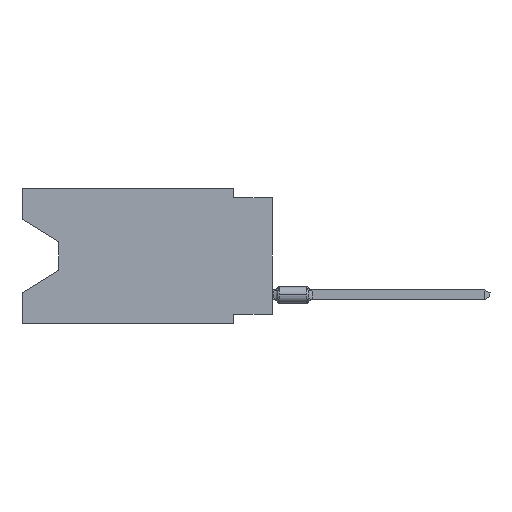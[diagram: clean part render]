
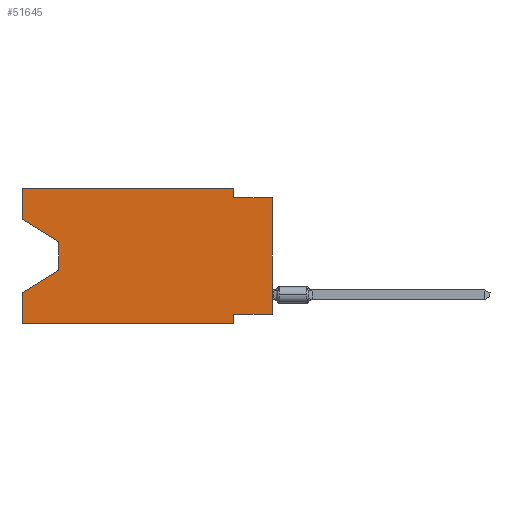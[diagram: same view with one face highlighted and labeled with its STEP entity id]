
A CAD part, left-side view. The second image highlights one B-rep face of the part: STEP entity #51645.
In plain terms, the highlighted planar face has unit normal (-1, 0, 0).
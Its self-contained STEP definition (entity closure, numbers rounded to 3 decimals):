
#330 = CARTESIAN_POINT ( 'NONE',  ( 0., 13.97, -5.385 ) ) ;
#449 = VERTEX_POINT ( 'NONE', #22540 ) ;
#1030 = CARTESIAN_POINT ( 'NONE',  ( 0., 0., -8.255 ) ) ;
#1204 = EDGE_CURVE ( 'NONE', #37623, #51773, #11002, .T. ) ;
#2345 = DIRECTION ( 'NONE',  ( 0., 0.855, -0.519 ) ) ;
#2399 = DIRECTION ( 'NONE',  ( 0., 0., -1. ) ) ;
#2633 = AXIS2_PLACEMENT_3D ( 'NONE', #26333, #6063, #31278 ) ;
#3176 = CARTESIAN_POINT ( 'NONE',  ( 0., 16.383, -2.038 ) ) ;
#3542 = VECTOR ( 'NONE', #2399, 1000. ) ;
#3546 = VERTEX_POINT ( 'NONE', #6155 ) ;
#3549 = CARTESIAN_POINT ( 'NONE',  ( 0., 2.54, -8.89 ) ) ;
#3951 = CARTESIAN_POINT ( 'NONE',  ( 0., 16.383, -6.852 ) ) ;
#4586 = VECTOR ( 'NONE', #26850, 1000. ) ;
#4615 = DIRECTION ( 'NONE',  ( 0., 1., 0. ) ) ;
#5984 = LINE ( 'NONE', #38896, #10584 ) ;
#6063 = DIRECTION ( 'NONE',  ( 1., 0., 0. ) ) ;
#6155 = CARTESIAN_POINT ( 'NONE',  ( 0., 13.97, -3.505 ) ) ;
#6165 = ORIENTED_EDGE ( 'NONE', *, *, #39950, .F. ) ;
#6314 = EDGE_CURVE ( 'NONE', #3546, #45665, #43026, .T. ) ;
#6617 = CARTESIAN_POINT ( 'NONE',  ( 0., 16.383, 0. ) ) ;
#6902 = LINE ( 'NONE', #23614, #44434 ) ;
#7461 = EDGE_CURVE ( 'NONE', #16847, #3546, #48367, .T. ) ;
#8744 = DIRECTION ( 'NONE',  ( 0., -1., 0. ) ) ;
#8986 = DIRECTION ( 'NONE',  ( 0., 0., 1. ) ) ;
#9845 = ORIENTED_EDGE ( 'NONE', *, *, #39986, .F. ) ;
#10302 = LINE ( 'NONE', #47879, #28976 ) ;
#10479 = VERTEX_POINT ( 'NONE', #15878 ) ;
#10584 = VECTOR ( 'NONE', #8986, 1000. ) ;
#11002 = LINE ( 'NONE', #22339, #25651 ) ;
#11055 = DIRECTION ( 'NONE',  ( 0., -0.855, -0.519 ) ) ;
#11765 = CARTESIAN_POINT ( 'NONE',  ( 0., 0., -0.635 ) ) ;
#11774 = LINE ( 'NONE', #6617, #50848 ) ;
#11821 = EDGE_CURVE ( 'NONE', #26936, #30668, #21091, .T. ) ;
#12351 = ORIENTED_EDGE ( 'NONE', *, *, #16608, .T. ) ;
#13621 = CARTESIAN_POINT ( 'NONE',  ( 0., 16.383, 0. ) ) ;
#13924 = LINE ( 'NONE', #48483, #3542 ) ;
#14724 = VERTEX_POINT ( 'NONE', #3951 ) ;
#15517 = CARTESIAN_POINT ( 'NONE',  ( 0., 16.383, -8.89 ) ) ;
#15878 = CARTESIAN_POINT ( 'NONE',  ( 0., 2.54, -8.255 ) ) ;
#16608 = EDGE_CURVE ( 'NONE', #22905, #51773, #5984, .T. ) ;
#16847 = VERTEX_POINT ( 'NONE', #3176 ) ;
#16966 = VECTOR ( 'NONE', #11055, 1000. ) ;
#19740 = VECTOR ( 'NONE', #8744, 1000. ) ;
#20361 = ORIENTED_EDGE ( 'NONE', *, *, #11821, .T. ) ;
#20817 = CARTESIAN_POINT ( 'NONE',  ( 0., 16.383, -8.89 ) ) ;
#21091 = LINE ( 'NONE', #20817, #19740 ) ;
#21572 = VERTEX_POINT ( 'NONE', #36496 ) ;
#21952 = CARTESIAN_POINT ( 'NONE',  ( 0., 2.54, -0.635 ) ) ;
#22339 = CARTESIAN_POINT ( 'NONE',  ( 0., 0., -0.635 ) ) ;
#22540 = CARTESIAN_POINT ( 'NONE',  ( 0., 16.383, 0. ) ) ;
#22905 = VERTEX_POINT ( 'NONE', #37187 ) ;
#23614 = CARTESIAN_POINT ( 'NONE',  ( 0., 16.383, 0. ) ) ;
#23665 = ORIENTED_EDGE ( 'NONE', *, *, #45195, .F. ) ;
#25344 = ORIENTED_EDGE ( 'NONE', *, *, #52952, .F. ) ;
#25651 = VECTOR ( 'NONE', #27716, 1000. ) ;
#26185 = DIRECTION ( 'NONE',  ( 0., 0., -1. ) ) ;
#26333 = CARTESIAN_POINT ( 'NONE',  ( 0., 16.383, 0. ) ) ;
#26850 = DIRECTION ( 'NONE',  ( 0., 0., -1. ) ) ;
#26894 = ORIENTED_EDGE ( 'NONE', *, *, #40272, .F. ) ;
#26936 = VERTEX_POINT ( 'NONE', #15517 ) ;
#27039 = LINE ( 'NONE', #13621, #38809 ) ;
#27716 = DIRECTION ( 'NONE',  ( 0., -1., 0. ) ) ;
#28671 = ORIENTED_EDGE ( 'NONE', *, *, #7461, .T. ) ;
#28878 = EDGE_LOOP ( 'NONE', ( #28671, #33724, #44694, #23665, #20361, #26894, #6165, #12351, #35247, #9845, #51132, #25344 ) ) ;
#28976 = VECTOR ( 'NONE', #2345, 1000. ) ;
#29249 = LINE ( 'NONE', #45984, #46494 ) ;
#30098 = EDGE_CURVE ( 'NONE', #449, #21572, #27039, .T. ) ;
#30668 = VERTEX_POINT ( 'NONE', #3549 ) ;
#31278 = DIRECTION ( 'NONE',  ( 0., 0., -1. ) ) ;
#32600 = DIRECTION ( 'NONE',  ( 0., 0., 1. ) ) ;
#33724 = ORIENTED_EDGE ( 'NONE', *, *, #6314, .T. ) ;
#35080 = CARTESIAN_POINT ( 'NONE',  ( 0., 13.97, -3.505 ) ) ;
#35085 = VECTOR ( 'NONE', #4615, 1000. ) ;
#35247 = ORIENTED_EDGE ( 'NONE', *, *, #1204, .F. ) ;
#36496 = CARTESIAN_POINT ( 'NONE',  ( 0., 2.54, 0. ) ) ;
#37187 = CARTESIAN_POINT ( 'NONE',  ( 0., 0., -8.255 ) ) ;
#37623 = VERTEX_POINT ( 'NONE', #21952 ) ;
#38809 = VECTOR ( 'NONE', #51452, 1000. ) ;
#38896 = CARTESIAN_POINT ( 'NONE',  ( 0., 0., 0. ) ) ;
#39950 = EDGE_CURVE ( 'NONE', #22905, #10479, #42169, .T. ) ;
#39986 = EDGE_CURVE ( 'NONE', #21572, #37623, #13924, .T. ) ;
#40272 = EDGE_CURVE ( 'NONE', #10479, #30668, #29249, .T. ) ;
#40353 = DIRECTION ( 'NONE',  ( 0., 0., 1. ) ) ;
#42169 = LINE ( 'NONE', #1030, #35085 ) ;
#43026 = LINE ( 'NONE', #35080, #4586 ) ;
#43889 = FACE_OUTER_BOUND ( 'NONE', #28878, .T. ) ;
#44434 = VECTOR ( 'NONE', #40353, 1000. ) ;
#44694 = ORIENTED_EDGE ( 'NONE', *, *, #52502, .T. ) ;
#45195 = EDGE_CURVE ( 'NONE', #26936, #14724, #6902, .T. ) ;
#45665 = VERTEX_POINT ( 'NONE', #330 ) ;
#45984 = CARTESIAN_POINT ( 'NONE',  ( 0., 2.54, -8.89 ) ) ;
#46494 = VECTOR ( 'NONE', #26185, 1000. ) ;
#47463 = PLANE ( 'NONE',  #2633 ) ;
#47879 = CARTESIAN_POINT ( 'NONE',  ( 0., 13.97, -5.385 ) ) ;
#48367 = LINE ( 'NONE', #52735, #16966 ) ;
#48483 = CARTESIAN_POINT ( 'NONE',  ( 0., 2.54, 0. ) ) ;
#50848 = VECTOR ( 'NONE', #32600, 1000. ) ;
#51132 = ORIENTED_EDGE ( 'NONE', *, *, #30098, .F. ) ;
#51452 = DIRECTION ( 'NONE',  ( 0., -1., 0. ) ) ;
#51645 = ADVANCED_FACE ( 'NONE', ( #43889 ), #47463, .F. ) ;
#51773 = VERTEX_POINT ( 'NONE', #11765 ) ;
#52502 = EDGE_CURVE ( 'NONE', #45665, #14724, #10302, .T. ) ;
#52735 = CARTESIAN_POINT ( 'NONE',  ( 0., 16.383, -2.038 ) ) ;
#52952 = EDGE_CURVE ( 'NONE', #16847, #449, #11774, .T. ) ;
